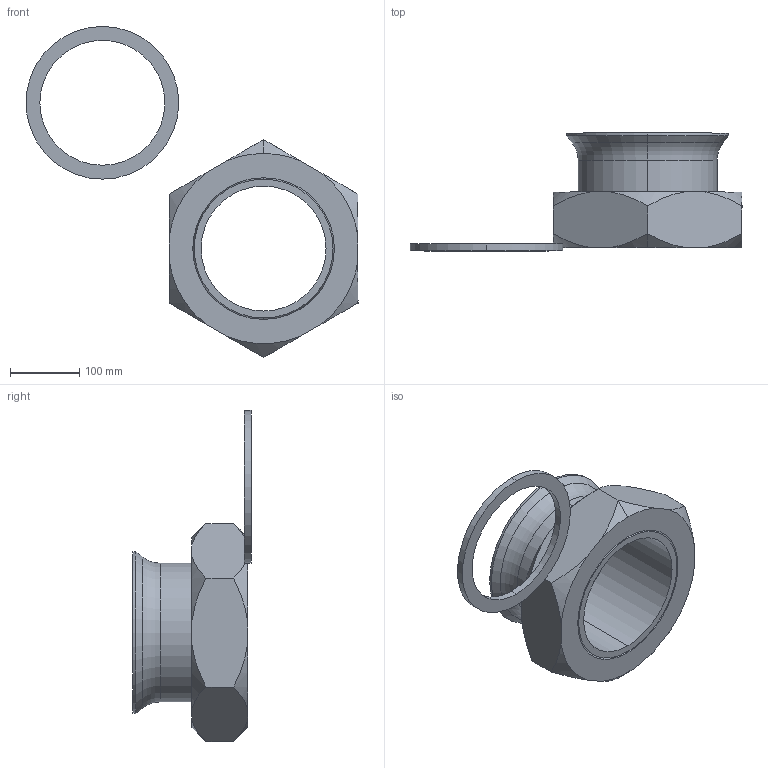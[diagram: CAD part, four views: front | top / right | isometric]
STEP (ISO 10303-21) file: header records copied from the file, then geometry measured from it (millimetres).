
FILE_DESCRIPTION (( 'STEP AP203' ), '1' );
FILE_NAME ('coupling_3456631601 Svetskoppling CB110.STEP', '2022-02-26T17:19:54', ( '' ), ( '' ), 'SwSTEP 2.0', 'SolidWorks 2017', '' );
FILE_SCHEMA (( 'CONFIG_CONTROL_DESIGN' ));
Length unit declared in the file: millimetre
Products named in the file (3): coupling_3456631601 Svetskoppling CB110; Part1; Part2
Assembly tree (2 placements, depth 2):
  coupling_3456631601 Svetskoppling CB110
    Part1
    Part2
Bounding box: 478.21 x 170.1 x 476.97 mm (x, y, z)
Volume: 3566773.2 mm3; surface area: 437477.1 mm2
Topology: 3 solids, 3 shells, 46 faces, 108 edges, 68 vertices
Faces by surface type: cone 20, plane 12, cylinder 10, torus 4
Entity records: 1895 total; most frequent: CARTESIAN_POINT 531, DIRECTION 234, ORIENTED_EDGE 216, EDGE_CURVE 108, AXIS2_PLACEMENT_3D 99, VERTEX_POINT 68, EDGE_LOOP 52, CIRCLE 48
